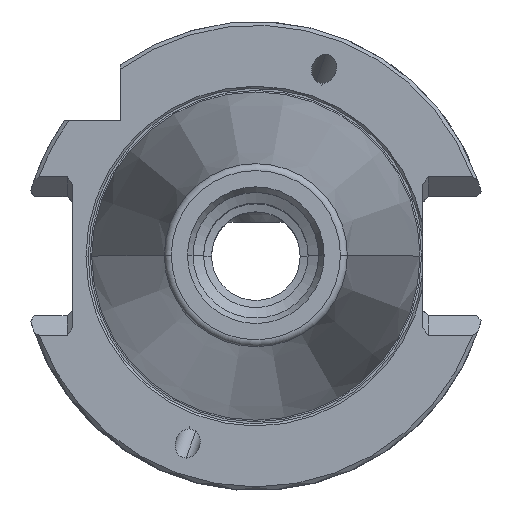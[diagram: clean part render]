
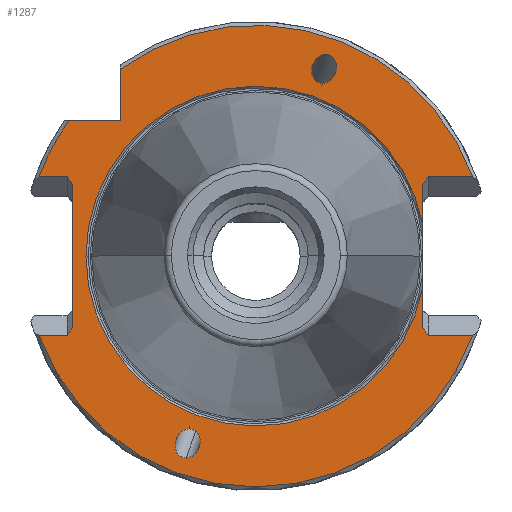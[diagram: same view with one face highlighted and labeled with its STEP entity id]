
A CAD part, top view. The second image highlights one B-rep face of the part: STEP entity #1287.
In plain terms, the highlighted planar face has unit normal (0, 0, 1).
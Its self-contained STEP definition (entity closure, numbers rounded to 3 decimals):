
#973=EDGE_CURVE('NONE',#1983,#1091,#2854,.T.);
#1001=VERTEX_POINT('NONE',#2884);
#1037=EDGE_CURVE('NONE',#1091,#1801,#2929,.F.);
#1043=VERTEX_POINT('NONE',#2935);
#1075=VERTEX_POINT('NONE',#2970);
#1091=VERTEX_POINT('NONE',#2987);
#1127=VERTEX_POINT('NONE',#3027);
#1139=VERTEX_POINT('NONE',#3041);
#1173=VERTEX_POINT('NONE',#3077);
#1175=EDGE_CURVE('NONE',#2467,#1983,#3079,.F.);
#1219=EDGE_CURVE('NONE',#2237,#1373,#3129,.T.);
#1227=EDGE_CURVE('NONE',#1955,#1127,#3137,.F.);
#1287=ADVANCED_FACE('NONE',(#3203,#3204,#3205),#3206,.F.);
#1373=VERTEX_POINT('NONE',#3302);
#1521=VERTEX_POINT('NONE',#3472);
#1585=EDGE_CURVE('NONE',#2693,#2581,#3541,.T.);
#1625=EDGE_CURVE('NONE',#1043,#1127,#3582,.T.);
#1643=EDGE_CURVE('NONE',#1139,#2467,#3605,.F.);
#1723=VERTEX_POINT('NONE',#3695);
#1801=VERTEX_POINT('NONE',#3782);
#1849=EDGE_CURVE('NONE',#1043,#2693,#3836,.F.);
#1923=EDGE_CURVE('NONE',#1965,#1945,#3917,.F.);
#1945=VERTEX_POINT('NONE',#3941);
#1955=VERTEX_POINT('NONE',#3952);
#1965=VERTEX_POINT('NONE',#3962);
#1983=VERTEX_POINT('NONE',#3980);
#1995=VERTEX_POINT('NONE',#3992);
#2011=EDGE_CURVE('NONE',#1521,#1173,#4010,.F.);
#2131=EDGE_CURVE('NONE',#2573,#1075,#4140,.F.);
#2133=EDGE_CURVE('NONE',#1373,#2237,#4142,.F.);
#2135=EDGE_CURVE('NONE',#1521,#1075,#4144,.T.);
#2155=EDGE_CURVE('NONE',#1995,#2235,#4165,.T.);
#2177=EDGE_CURVE('NONE',#2581,#1001,#4187,.F.);
#2229=EDGE_CURVE('NONE',#2235,#1995,#4242,.F.);
#2235=VERTEX_POINT('NONE',#4248);
#2237=VERTEX_POINT('NONE',#4250);
#2465=EDGE_CURVE('NONE',#2573,#1723,#4506,.T.);
#2467=VERTEX_POINT('NONE',#4508);
#2539=EDGE_CURVE('NONE',#1955,#1173,#4580,.F.);
#2573=VERTEX_POINT('NONE',#4619);
#2581=VERTEX_POINT('NONE',#4627);
#2665=EDGE_CURVE('NONE',#1001,#1965,#4720,.F.);
#2693=VERTEX_POINT('NONE',#4754);
#2743=EDGE_CURVE('NONE',#1723,#1801,#4810,.T.);
#2745=EDGE_CURVE('NONE',#1945,#1139,#4812,.T.);
#2854=LINE('',#4927,#4928);
#2884=CARTESIAN_POINT('',(22.6,-9.689,-1.));
#2929=CIRCLE('',#5018,31.25);
#2935=CARTESIAN_POINT('',(-29.343,-10.75,-1.));
#2970=CARTESIAN_POINT('',(-29.343,10.75,-1.));
#2987=CARTESIAN_POINT('',(29.343,10.75,-1.));
#3027=CARTESIAN_POINT('',(-25.55,-10.75,-1.));
#3041=CARTESIAN_POINT('',(22.6,4.271,-1.));
#3077=CARTESIAN_POINT('',(-24.8,9.689,-1.));
#3079=LINE('',#5274,#5275);
#3129=ELLIPSE('',#5354,2.014,1.65);
#3137=LINE('',#5376,#5377);
#3203=FACE_OUTER_BOUND('',#5491,.T.);
#3204=FACE_BOUND('',#5492,.T.);
#3205=FACE_BOUND('',#5493,.T.);
#3206=PLANE('',#5494);
#3302=CARTESIAN_POINT('',(-9.017,-23.397,-1.));
#3472=CARTESIAN_POINT('',(-25.55,10.75,-1.));
#3541=LINE('',#6107,#6108);
#3582=LINE('',#6189,#6190);
#3605=LINE('',#6219,#6220);
#3695=CARTESIAN_POINT('',(-18.35,18.35,-1.));
#3782=CARTESIAN_POINT('',(-18.35,25.295,-1.));
#3836=CIRCLE('',#6632,31.25);
#3917=CIRCLE('',#6769,23.0);
#3941=CARTESIAN_POINT('',(-23.0,0.,-1.));
#3952=CARTESIAN_POINT('',(-24.8,-9.689,-1.));
#3962=CARTESIAN_POINT('',(22.6,-4.271,-1.));
#3980=CARTESIAN_POINT('',(23.35,10.75,-1.));
#3992=CARTESIAN_POINT('',(9.452,27.347,-1.0));
#4010=LINE('',#6970,#6971);
#4140=CIRCLE('',#7211,31.25);
#4142=ELLIPSE('',#7214,2.014,1.65);
#4144=LINE('',#7217,#7218);
#4165=ELLIPSE('',#7248,2.014,1.65);
#4187=LINE('',#7278,#7279);
#4242=ELLIPSE('',#7370,2.014,1.65);
#4248=CARTESIAN_POINT('',(9.017,23.397,-1.0));
#4250=CARTESIAN_POINT('',(-9.452,-27.347,-1.));
#4506=LINE('',#7799,#7800);
#4508=CARTESIAN_POINT('',(22.6,9.689,-1.));
#4580=LINE('',#7958,#7959);
#4619=CARTESIAN_POINT('',(-25.295,18.35,-1.));
#4627=CARTESIAN_POINT('',(23.35,-10.75,-1.));
#4720=LINE('',#8204,#8205);
#4754=CARTESIAN_POINT('',(29.343,-10.75,-1.));
#4810=LINE('',#8377,#8378);
#4812=CIRCLE('',#8381,23.0);
#4927=CARTESIAN_POINT('',(62.4,10.75,-1.));
#4928=VECTOR('',#8583,1.0);
#5018=AXIS2_PLACEMENT_3D('',#8687,#8688,#8689);
#5274=CARTESIAN_POINT('',(11.015,-6.694,-1.0));
#5275=VECTOR('',#8830,1.0);
#5354=AXIS2_PLACEMENT_3D('',#8900,#8901,#8902);
#5376=CARTESIAN_POINT('',(-20.316,-3.348,-1.));
#5377=VECTOR('',#8907,1.0);
#5491=EDGE_LOOP('',(#8988,#8989,#8990,#8991,#8992,#8993,#8994,#8995,#8996,#8997,#8998,#8999,#9000,#9001,#9002,#9003,#9004,#9005));
#5492=EDGE_LOOP('',(#9006,#9007));
#5493=EDGE_LOOP('',(#9008,#9009));
#5494=AXIS2_PLACEMENT_3D('',#9010,#9011,#9012);
#6107=CARTESIAN_POINT('',(62.4,-10.75,-1.));
#6108=VECTOR('',#9430,1.0);
#6189=CARTESIAN_POINT('',(-30.6,-10.75,-1.));
#6190=VECTOR('',#9459,1.0);
#6219=CARTESIAN_POINT('',(22.6,-11.185,-1.));
#6220=VECTOR('',#9509,1.0);
#6632=AXIS2_PLACEMENT_3D('',#9799,#9800,#9801);
#6769=AXIS2_PLACEMENT_3D('',#9874,#9875,#9876);
#6970=CARTESIAN_POINT('',(-9.77,-11.566,-1.));
#6971=VECTOR('',#9940,1.0);
#7211=AXIS2_PLACEMENT_3D('',#10088,#10089,#10090);
#7214=AXIS2_PLACEMENT_3D('',#10091,#10092,#10093);
#7217=CARTESIAN_POINT('',(-30.6,10.75,-1.));
#7218=VECTOR('',#10094,1.0);
#7248=AXIS2_PLACEMENT_3D('',#10114,#10115,#10116);
#7278=CARTESIAN_POINT('',(21.561,-8.22,-1.));
#7279=VECTOR('',#10123,1.0);
#7370=AXIS2_PLACEMENT_3D('',#10175,#10176,#10177);
#7799=CARTESIAN_POINT('',(-19.175,18.35,-1.));
#7800=VECTOR('',#10526,1.0);
#7958=CARTESIAN_POINT('',(-24.8,-11.185,-1.));
#7959=VECTOR('',#10562,1.0);
#8204=CARTESIAN_POINT('',(22.6,-11.185,-1.));
#8205=VECTOR('',#10724,1.0);
#8377=CARTESIAN_POINT('',(-18.35,-2.01,-1.));
#8378=VECTOR('',#10867,1.0);
#8381=AXIS2_PLACEMENT_3D('',#10868,#10869,#10870);
#8583=DIRECTION('',(1.0,0.,0.));
#8687=CARTESIAN_POINT('',(0.,0.,-1.0));
#8688=DIRECTION('',(0.,0.,-1.0));
#8689=DIRECTION('',(1.0,0.,0.));
#8830=DIRECTION('',(-0.577,-0.816,0.));
#8900=CARTESIAN_POINT('',(-9.235,-25.372,-1.));
#8901=DIRECTION('',(0.,0.,-1.0));
#8902=DIRECTION('',(0.342,0.94,0.));
#8907=DIRECTION('',(0.577,0.816,0.));
#8988=ORIENTED_EDGE('',*,*,#973,.T.);
#8989=ORIENTED_EDGE('',*,*,#1037,.T.);
#8990=ORIENTED_EDGE('',*,*,#2743,.F.);
#8991=ORIENTED_EDGE('',*,*,#2465,.F.);
#8992=ORIENTED_EDGE('',*,*,#2131,.T.);
#8993=ORIENTED_EDGE('',*,*,#2135,.F.);
#8994=ORIENTED_EDGE('',*,*,#2011,.T.);
#8995=ORIENTED_EDGE('',*,*,#2539,.F.);
#8996=ORIENTED_EDGE('',*,*,#1227,.T.);
#8997=ORIENTED_EDGE('',*,*,#1625,.F.);
#8998=ORIENTED_EDGE('',*,*,#1849,.T.);
#8999=ORIENTED_EDGE('',*,*,#1585,.T.);
#9000=ORIENTED_EDGE('',*,*,#2177,.T.);
#9001=ORIENTED_EDGE('',*,*,#2665,.T.);
#9002=ORIENTED_EDGE('',*,*,#1923,.T.);
#9003=ORIENTED_EDGE('',*,*,#2745,.T.);
#9004=ORIENTED_EDGE('',*,*,#1643,.T.);
#9005=ORIENTED_EDGE('',*,*,#1175,.T.);
#9006=ORIENTED_EDGE('',*,*,#2229,.T.);
#9007=ORIENTED_EDGE('',*,*,#2155,.T.);
#9008=ORIENTED_EDGE('',*,*,#2133,.T.);
#9009=ORIENTED_EDGE('',*,*,#1219,.T.);
#9010=CARTESIAN_POINT('',(0.,-22.371,-1.0));
#9011=DIRECTION('',(0.,0.,-1.0));
#9012=DIRECTION('',(0.,-1.0,0.));
#9430=DIRECTION('',(-1.0,0.,0.));
#9459=DIRECTION('',(1.0,0.,0.));
#9509=DIRECTION('',(0.,-1.0,0.));
#9799=CARTESIAN_POINT('',(0.,0.,-1.0));
#9800=DIRECTION('',(0.,0.,-1.0));
#9801=DIRECTION('',(1.0,0.,0.));
#9874=CARTESIAN_POINT('',(0.,0.,-1.0));
#9875=DIRECTION('',(0.,0.,1.0));
#9876=DIRECTION('',(-1.0,0.,0.));
#9940=DIRECTION('',(-0.577,0.816,0.));
#10088=CARTESIAN_POINT('',(0.,0.,-1.0));
#10089=DIRECTION('',(0.,0.,-1.0));
#10090=DIRECTION('',(1.0,0.,0.));
#10091=CARTESIAN_POINT('',(-9.235,-25.372,-1.));
#10092=DIRECTION('',(0.,0.,1.0));
#10093=DIRECTION('',(0.342,0.94,0.));
#10094=DIRECTION('',(-1.0,0.,0.));
#10114=CARTESIAN_POINT('',(9.235,25.372,-1.0));
#10115=DIRECTION('',(0.,0.,-1.0));
#10116=DIRECTION('',(-0.342,-0.94,0.));
#10123=DIRECTION('',(0.577,-0.816,0.));
#10175=CARTESIAN_POINT('',(9.235,25.372,-1.0));
#10176=DIRECTION('',(0.,0.,1.0));
#10177=DIRECTION('',(-0.342,-0.94,0.));
#10526=DIRECTION('',(1.0,0.,0.));
#10562=DIRECTION('',(0.,-1.0,0.));
#10724=DIRECTION('',(0.,-1.0,0.));
#10867=DIRECTION('',(0.,1.0,0.));
#10868=CARTESIAN_POINT('',(0.,0.,-1.0));
#10869=DIRECTION('',(0.,0.,-1.0));
#10870=DIRECTION('',(-1.0,0.,0.));
